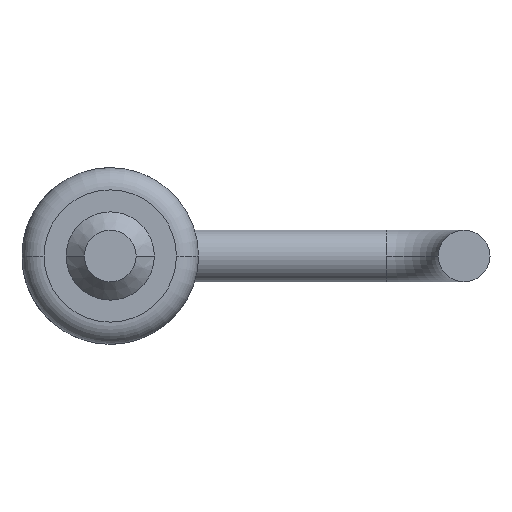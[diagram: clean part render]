
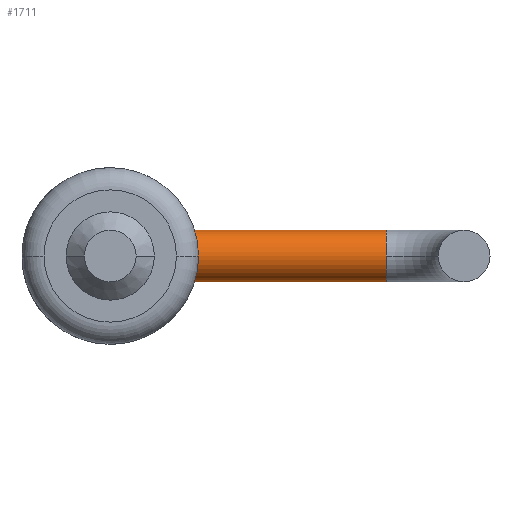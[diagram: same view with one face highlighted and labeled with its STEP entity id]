
A CAD part, front view. The second image highlights one B-rep face of the part: STEP entity #1711.
In plain terms, the highlighted cylindrical face has radius 0.279 mm (diameter 0.558 mm), a partial arc.
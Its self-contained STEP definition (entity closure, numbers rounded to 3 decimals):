
#7 = DIRECTION ( 'NONE',  ( 1., 0., 0. ) ) ;
#82 = CARTESIAN_POINT ( 'NONE',  ( 2.973, 5.674, 0. ) ) ;
#101 = CYLINDRICAL_SURFACE ( 'NONE', #125, 0.279 ) ;
#109 = VERTEX_POINT ( 'NONE', #331 ) ;
#125 = AXIS2_PLACEMENT_3D ( 'NONE', #82, #3663, #936 ) ;
#197 = CIRCLE ( 'NONE', #2957, 0.279 ) ;
#216 = LINE ( 'NONE', #244, #2372 ) ;
#244 = CARTESIAN_POINT ( 'NONE',  ( 2.973, 5.674, -0.279 ) ) ;
#256 = CIRCLE ( 'NONE', #382, 0.279 ) ;
#331 = CARTESIAN_POINT ( 'NONE',  ( 0.837, 5.674, -0.279 ) ) ;
#344 = EDGE_CURVE ( 'NONE', #981, #109, #256, .T. ) ;
#382 = AXIS2_PLACEMENT_3D ( 'NONE', #3624, #7, #2132 ) ;
#533 = CARTESIAN_POINT ( 'NONE',  ( 2.973, 5.395, 0. ) ) ;
#569 = LINE ( 'NONE', #3955, #2820 ) ;
#654 = AXIS2_PLACEMENT_3D ( 'NONE', #3117, #2174, #2777 ) ;
#841 = EDGE_CURVE ( 'NONE', #3453, #2462, #197, .T. ) ;
#912 = CARTESIAN_POINT ( 'NONE',  ( 2.973, 5.674, 0.279 ) ) ;
#936 = DIRECTION ( 'NONE',  ( 0., 0., 1. ) ) ;
#981 = VERTEX_POINT ( 'NONE', #2194 ) ;
#1078 = VERTEX_POINT ( 'NONE', #1583 ) ;
#1421 = EDGE_CURVE ( 'NONE', #1078, #981, #2931, .T. ) ;
#1435 = DIRECTION ( 'NONE',  ( 1., 0., 0. ) ) ;
#1450 = CARTESIAN_POINT ( 'NONE',  ( 2.973, 5.674, 0. ) ) ;
#1565 = CARTESIAN_POINT ( 'NONE',  ( 2.973, 5.674, -0.279 ) ) ;
#1583 = CARTESIAN_POINT ( 'NONE',  ( 0.837, 5.674, 0.279 ) ) ;
#1711 = ADVANCED_FACE ( 'NONE', ( #2502 ), #101, .T. ) ;
#1939 = VERTEX_POINT ( 'NONE', #1565 ) ;
#1947 = ORIENTED_EDGE ( 'NONE', *, *, #2699, .T. ) ;
#1990 = CARTESIAN_POINT ( 'NONE',  ( 0.837, 5.674, 0. ) ) ;
#2132 = DIRECTION ( 'NONE',  ( 0., 1., 0. ) ) ;
#2173 = ORIENTED_EDGE ( 'NONE', *, *, #3032, .F. ) ;
#2174 = DIRECTION ( 'NONE',  ( 1., 0., 0. ) ) ;
#2194 = CARTESIAN_POINT ( 'NONE',  ( 0.837, 5.395, 0. ) ) ;
#2284 = ORIENTED_EDGE ( 'NONE', *, *, #344, .T. ) ;
#2372 = VECTOR ( 'NONE', #3580, 1000. ) ;
#2383 = CIRCLE ( 'NONE', #654, 0.279 ) ;
#2442 = DIRECTION ( 'NONE',  ( -1., 0., 0. ) ) ;
#2462 = VERTEX_POINT ( 'NONE', #533 ) ;
#2502 = FACE_OUTER_BOUND ( 'NONE', #2645, .T. ) ;
#2628 = DIRECTION ( 'NONE',  ( 0., 1., 0. ) ) ;
#2645 = EDGE_LOOP ( 'NONE', ( #2173, #2894, #2781, #1947, #3811, #2284 ) ) ;
#2699 = EDGE_CURVE ( 'NONE', #3453, #1078, #569, .T. ) ;
#2777 = DIRECTION ( 'NONE',  ( 0., 1., 0. ) ) ;
#2781 = ORIENTED_EDGE ( 'NONE', *, *, #841, .F. ) ;
#2795 = EDGE_CURVE ( 'NONE', #2462, #1939, #2383, .T. ) ;
#2820 = VECTOR ( 'NONE', #2442, 1000. ) ;
#2894 = ORIENTED_EDGE ( 'NONE', *, *, #2795, .F. ) ;
#2931 = CIRCLE ( 'NONE', #3327, 0.279 ) ;
#2957 = AXIS2_PLACEMENT_3D ( 'NONE', #1450, #1435, #2628 ) ;
#3032 = EDGE_CURVE ( 'NONE', #1939, #109, #216, .T. ) ;
#3117 = CARTESIAN_POINT ( 'NONE',  ( 2.973, 5.674, 0. ) ) ;
#3327 = AXIS2_PLACEMENT_3D ( 'NONE', #1990, #3806, #3821 ) ;
#3453 = VERTEX_POINT ( 'NONE', #912 ) ;
#3580 = DIRECTION ( 'NONE',  ( -1., 0., 0. ) ) ;
#3624 = CARTESIAN_POINT ( 'NONE',  ( 0.837, 5.674, 0. ) ) ;
#3663 = DIRECTION ( 'NONE',  ( -1., 0., 0. ) ) ;
#3806 = DIRECTION ( 'NONE',  ( 1., 0., 0. ) ) ;
#3811 = ORIENTED_EDGE ( 'NONE', *, *, #1421, .T. ) ;
#3821 = DIRECTION ( 'NONE',  ( 0., 1., 0. ) ) ;
#3955 = CARTESIAN_POINT ( 'NONE',  ( 2.973, 5.674, 0.279 ) ) ;
